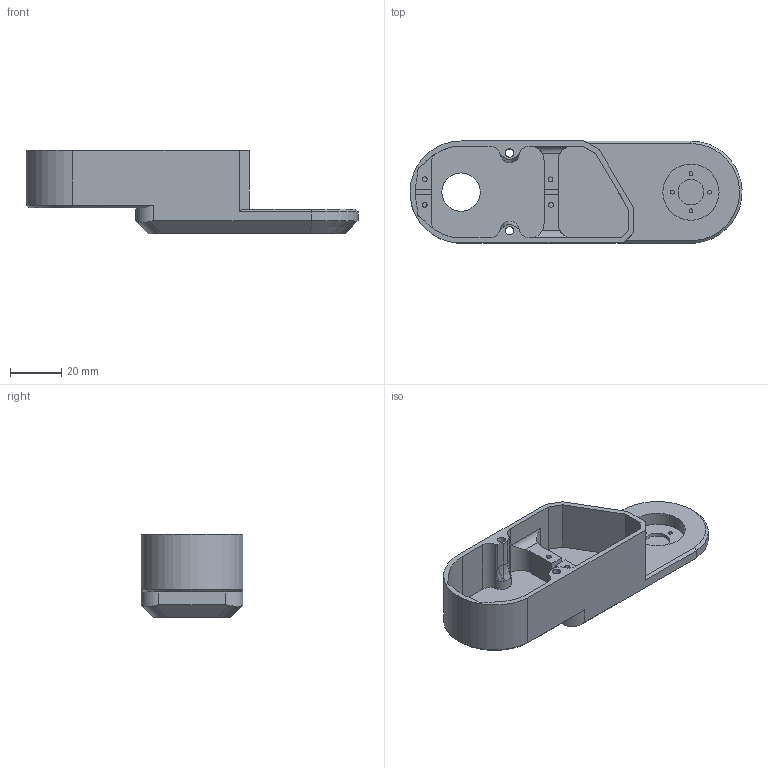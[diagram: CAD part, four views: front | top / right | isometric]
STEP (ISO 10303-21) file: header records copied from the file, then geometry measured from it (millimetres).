
FILE_DESCRIPTION(/* description */ (''),/* implementation_level */ '2;1');
FILE_NAME(/* name */ 'M2.step',/* time_stamp */ '2026-01-31T19:14:07+01:00',/* author */ (''),/* organization */ (''),/* preprocessor_version */ 'ST-DEVELOPER v20.1',/* originating_system */ 'Autodesk Translation Framework v14.21.0.0',/* authorisation */ '');
FILE_SCHEMA (('AUTOMOTIVE_DESIGN { 1 0 10303 214 3 1 1 }'));
Length unit declared in the file: millimetre
Products named in the file (1): M2
Bounding box: 129.96 x 39.93 x 32.5 mm (x, y, z)
Volume: 45227.5 mm3; surface area: 22107.2 mm2
Topology: 1 solids, 1 shells, 120 faces, 309 edges, 200 vertices
Faces by surface type: cylinder 54, plane 53, bspline 8, cone 3, torus 2
Full cylindrical faces by diameter (mm): 1.5 x4, 1.9 x4, 3.25 x2, 6 x2, 10 x1, 15 x1, 22 x1
Entity records: 4133 total; most frequent: CARTESIAN_POINT 1132, DIRECTION 631, ORIENTED_EDGE 610, EDGE_CURVE 305, AXIS2_PLACEMENT_3D 236, VERTEX_POINT 200, LINE 159, VECTOR 159
